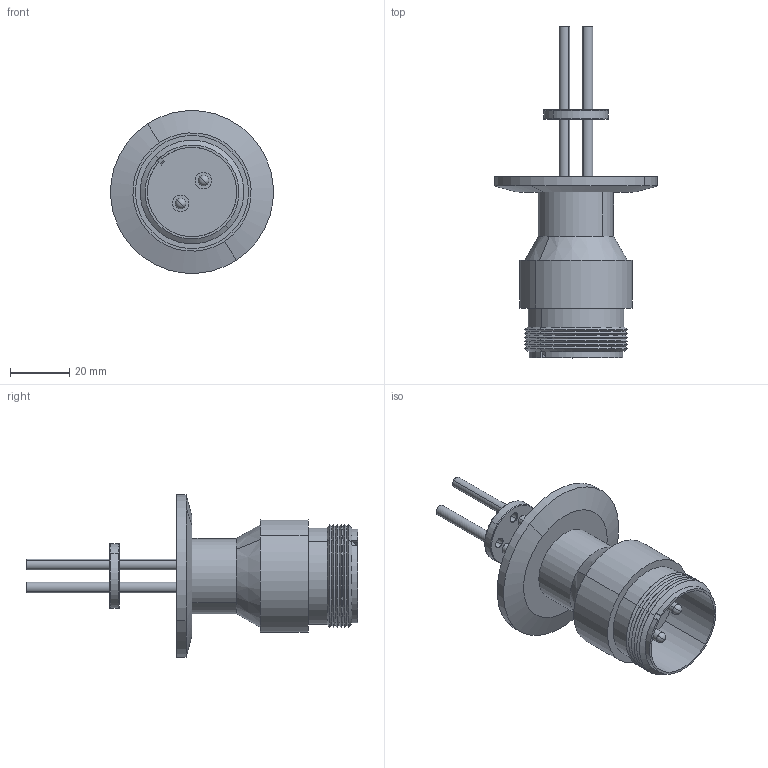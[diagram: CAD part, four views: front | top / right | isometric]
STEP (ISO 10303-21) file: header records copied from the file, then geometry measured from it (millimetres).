
FILE_DESCRIPTION (( 'STEP AP203' ), '1' );
FILE_NAME ('A5078-3-QF.STEP', '2013-03-21T12:30:50', ( '' ), ( '' ), 'SwSTEP 2.0', 'SolidWorks 2012', '' );
FILE_SCHEMA (( 'CONFIG_CONTROL_DESIGN' ));
Length unit declared in the file: inch
Products named in the file (1): A5078-3-QF
Bounding box: 54.81 x 111.76 x 54.81 mm (x, y, z)
Volume: 25721.8 mm3; surface area: 23199.1 mm2
Topology: 2 solids, 3 shells, 156 faces, 350 edges, 217 vertices
Faces by surface type: cylinder 64, cone 50, plane 34, torus 8
Entity records: 4770 total; most frequent: CARTESIAN_POINT 1037, DIRECTION 856, ORIENTED_EDGE 692, AXIS2_PLACEMENT_3D 359, EDGE_CURVE 346, VERTEX_POINT 217, CIRCLE 202, EDGE_LOOP 191
